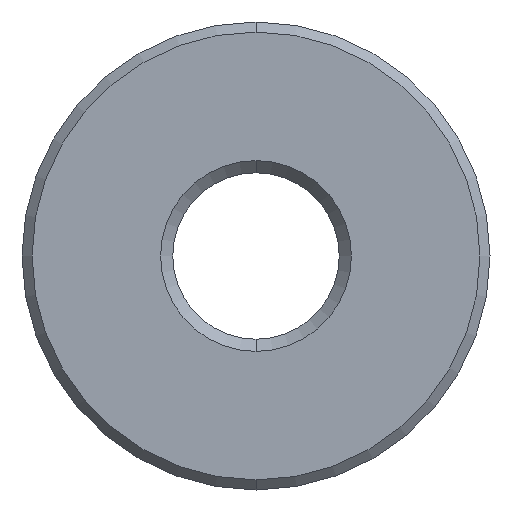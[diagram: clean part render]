
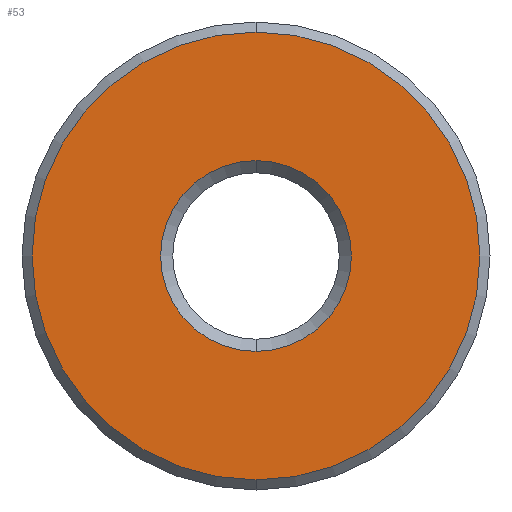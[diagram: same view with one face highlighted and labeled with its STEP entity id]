
A CAD part, front view. The second image highlights one B-rep face of the part: STEP entity #53.
In plain terms, the highlighted planar face has unit normal (0, -1, 0).
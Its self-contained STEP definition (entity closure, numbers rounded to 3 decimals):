
#53=ADVANCED_FACE('NONE',(#75,#76),#77,.F.);
#75=FACE_OUTER_BOUND('',#105,.T.);
#76=FACE_BOUND('',#106,.T.);
#77=PLANE('',#107);
#105=EDGE_LOOP('',(#170,#171));
#106=EDGE_LOOP('',(#172,#173));
#107=AXIS2_PLACEMENT_3D('',#174,#175,#176);
#170=ORIENTED_EDGE('',*,*,#226,.F.);
#171=ORIENTED_EDGE('',*,*,#241,.F.);
#172=ORIENTED_EDGE('',*,*,#240,.F.);
#173=ORIENTED_EDGE('',*,*,#221,.F.);
#174=CARTESIAN_POINT('',(1.822,-10.003,-1.822));
#175=DIRECTION('',(0.0,1.0,0.0));
#176=DIRECTION('',(1.0,-0.0,0.0));
#221=EDGE_CURVE('NONE',#250,#252,#253,.T.);
#226=EDGE_CURVE('NONE',#260,#261,#262,.T.);
#240=EDGE_CURVE('NONE',#252,#250,#284,.T.);
#241=EDGE_CURVE('NONE',#261,#260,#285,.T.);
#250=VERTEX_POINT('NONE',#294);
#252=VERTEX_POINT('NONE',#297);
#253=CIRCLE('',#298,0.917);
#260=VERTEX_POINT('NONE',#308);
#261=VERTEX_POINT('NONE',#309);
#262=CIRCLE('',#310,2.154);
#284=CIRCLE('',#340,0.917);
#285=CIRCLE('',#341,2.154);
#294=CARTESIAN_POINT('',(0.,-10.003,0.917));
#297=CARTESIAN_POINT('',(0.0,-10.003,-0.917));
#298=AXIS2_PLACEMENT_3D('',#351,#352,#353);
#308=CARTESIAN_POINT('',(0.0,-10.003,2.154));
#309=CARTESIAN_POINT('',(0.,-10.003,-2.154));
#310=AXIS2_PLACEMENT_3D('',#360,#361,#362);
#340=AXIS2_PLACEMENT_3D('',#386,#387,#388);
#341=AXIS2_PLACEMENT_3D('',#389,#390,#391);
#351=CARTESIAN_POINT('',(0.0,-10.003,0.0));
#352=DIRECTION('',(0.0,-1.0,0.0));
#353=DIRECTION('',(0.0,0.0,1.0));
#360=CARTESIAN_POINT('',(0.0,-10.003,0.0));
#361=DIRECTION('',(0.0,1.0,-0.0));
#362=DIRECTION('',(0.0,0.0,1.0));
#386=CARTESIAN_POINT('',(0.0,-10.003,0.0));
#387=DIRECTION('',(0.0,-1.0,0.0));
#388=DIRECTION('',(0.0,0.0,1.0));
#389=CARTESIAN_POINT('',(0.0,-10.003,0.0));
#390=DIRECTION('',(0.0,1.0,-0.0));
#391=DIRECTION('',(0.0,0.0,1.0));
